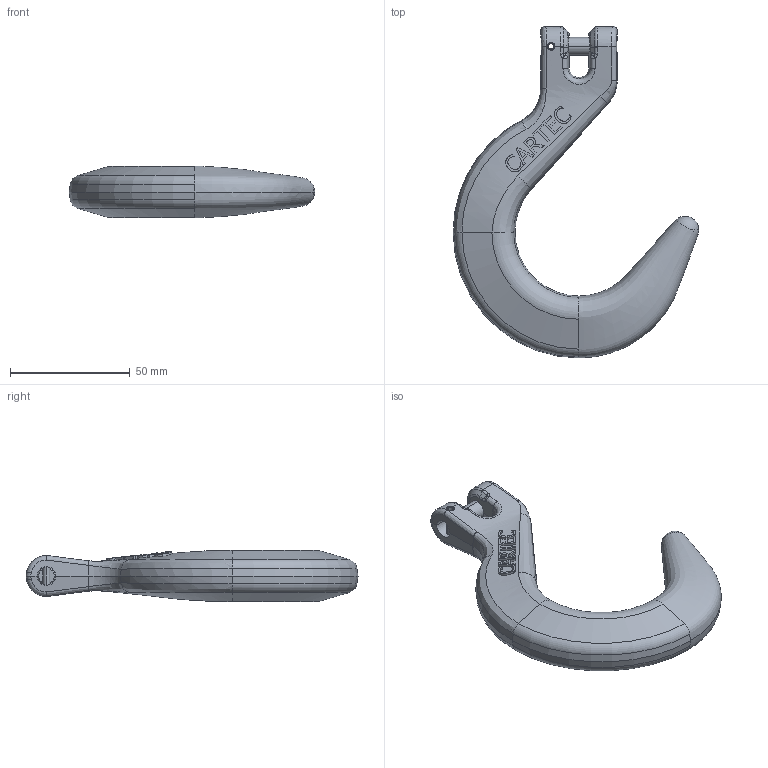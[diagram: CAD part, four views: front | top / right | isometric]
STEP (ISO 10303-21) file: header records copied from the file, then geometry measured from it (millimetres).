
FILE_DESCRIPTION(('STEP AP214'),'1');
FILE_NAME('cyf_06.stp','2018-01-24T07:38:49',('TraceParts'),('TraceParts S.A.'),'Spatial InterOp 3D',' ',' ');
FILE_SCHEMA(('automotive_design'));
Length unit declared in the file: millimetre
Products named in the file (3): cyf_06_1; cyf_06_2; cyf_06_3
Bounding box: 102.5 x 138.5 x 21.67 mm (x, y, z)
Volume: 80491.6 mm3; surface area: 18044.9 mm2
Topology: 3 solids, 3 shells, 265 faces, 677 edges, 420 vertices
Faces by surface type: bspline 115, plane 77, cylinder 45, cone 20, sphere 4, torus 4
Entity records: 33627 total; most frequent: CARTESIAN_POINT 25836, ORIENTED_EDGE 1352, DIRECTION 892, EDGE_CURVE 676, VERTEX_POINT 420, AXIS2_PLACEMENT_3D 337, EDGE_LOOP 278, B_SPLINE_CURVE_WITH_KNOTS 274
